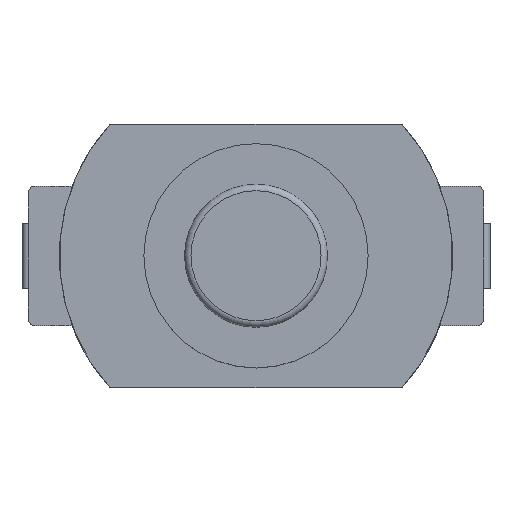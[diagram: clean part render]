
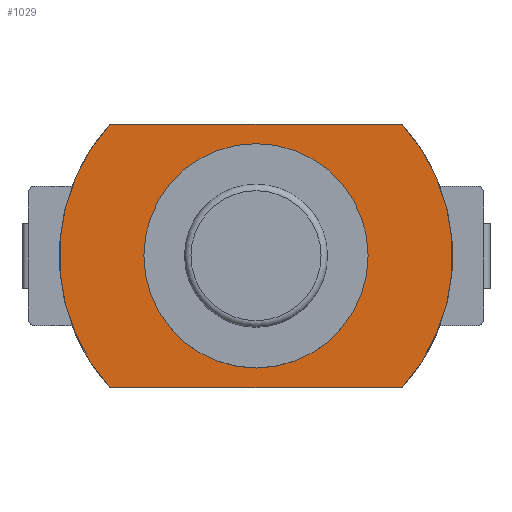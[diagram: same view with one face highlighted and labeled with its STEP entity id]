
A CAD part, top view. The second image highlights one B-rep face of the part: STEP entity #1029.
In plain terms, the highlighted planar face has unit normal (0, 0, 1).
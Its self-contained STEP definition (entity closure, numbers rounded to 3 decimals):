
#16=FACE_BOUND('',#179,.T.);
#63=CIRCLE('',#1119,6.05);
#65=CIRCLE('',#1122,3.45);
#66=CIRCLE('',#1127,6.05);
#116=FACE_OUTER_BOUND('',#178,.T.);
#178=EDGE_LOOP('',(#766,#767,#768,#769));
#179=EDGE_LOOP('',(#770));
#250=LINE('',#1623,#352);
#251=LINE('',#1626,#353);
#352=VECTOR('',#1304,10.);
#353=VECTOR('',#1307,10.);
#452=VERTEX_POINT('',#1608);
#453=VERTEX_POINT('',#1610);
#455=VERTEX_POINT('',#1616);
#456=VERTEX_POINT('',#1621);
#457=VERTEX_POINT('',#1625);
#562=EDGE_CURVE('',#453,#452,#63,.T.);
#566=EDGE_CURVE('',#455,#455,#65,.T.);
#568=EDGE_CURVE('',#452,#456,#250,.T.);
#569=EDGE_CURVE('',#457,#453,#251,.T.);
#571=EDGE_CURVE('',#456,#457,#66,.T.);
#766=ORIENTED_EDGE('',*,*,#571,.T.);
#767=ORIENTED_EDGE('',*,*,#569,.T.);
#768=ORIENTED_EDGE('',*,*,#562,.T.);
#769=ORIENTED_EDGE('',*,*,#568,.T.);
#770=ORIENTED_EDGE('',*,*,#566,.T.);
#981=PLANE('',#1128);
#1029=ADVANCED_FACE('',(#116,#16),#981,.T.);
#1119=AXIS2_PLACEMENT_3D('',#1611,#1289,#1290);
#1122=AXIS2_PLACEMENT_3D('',#1618,#1297,#1298);
#1127=AXIS2_PLACEMENT_3D('',#1629,#1311,#1312);
#1128=AXIS2_PLACEMENT_3D('',#1630,#1313,#1314);
#1289=DIRECTION('center_axis',(0.,0.,1.));
#1290=DIRECTION('ref_axis',(-0.743,0.669,0.));
#1297=DIRECTION('center_axis',(0.,0.,-1.));
#1298=DIRECTION('ref_axis',(1.,0.,0.));
#1304=DIRECTION('',(1.,0.,0.));
#1307=DIRECTION('',(-1.,0.,0.));
#1311=DIRECTION('center_axis',(0.,0.,1.));
#1312=DIRECTION('ref_axis',(0.743,-0.669,0.));
#1313=DIRECTION('center_axis',(0.,0.,1.));
#1314=DIRECTION('ref_axis',(1.,0.,0.));
#1608=CARTESIAN_POINT('',(-4.494,-4.05,4.));
#1610=CARTESIAN_POINT('',(-4.494,4.05,4.));
#1611=CARTESIAN_POINT('Origin',(0.,0.,4.));
#1616=CARTESIAN_POINT('',(-3.45,0.,4.));
#1618=CARTESIAN_POINT('Origin',(0.,0.,4.));
#1621=CARTESIAN_POINT('',(4.494,-4.05,4.));
#1623=CARTESIAN_POINT('',(-6.05,-4.05,4.));
#1625=CARTESIAN_POINT('',(4.494,4.05,4.));
#1626=CARTESIAN_POINT('',(6.05,4.05,4.));
#1629=CARTESIAN_POINT('Origin',(0.,0.,4.));
#1630=CARTESIAN_POINT('Origin',(0.,0.,4.));
